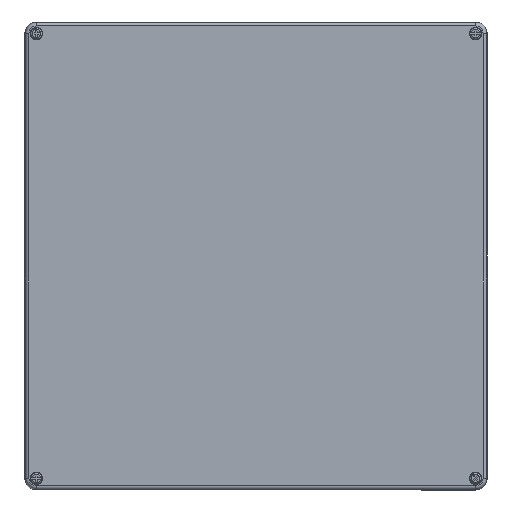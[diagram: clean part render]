
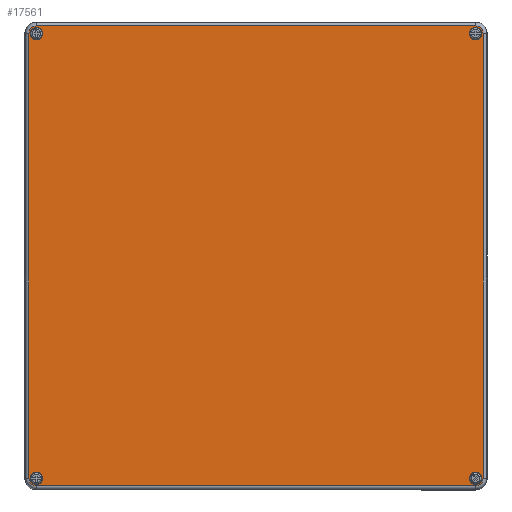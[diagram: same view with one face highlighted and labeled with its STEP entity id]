
A CAD part, top view. The second image highlights one B-rep face of the part: STEP entity #17561.
In plain terms, the highlighted planar face has unit normal (0, 0, 1).
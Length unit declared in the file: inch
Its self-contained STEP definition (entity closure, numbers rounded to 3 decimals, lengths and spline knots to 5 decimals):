
#641=CIRCLE($,#18521,0.25714);
#645=CIRCLE($,#18526,0.25714);
#649=CIRCLE($,#18533,0.25714);
#653=CIRCLE($,#18538,0.25714);
#656=CIRCLE($,#18547,0.21654);
#657=CIRCLE($,#18548,0.21654);
#658=CIRCLE($,#18549,0.21654);
#659=CIRCLE($,#18550,0.21654);
#1336=FACE_BOUND($,#3344,.T.);
#1337=FACE_BOUND($,#3345,.T.);
#1338=FACE_BOUND($,#3346,.T.);
#1339=FACE_BOUND($,#3347,.T.);
#2181=FACE_OUTER_BOUND($,#3343,.T.);
#3343=EDGE_LOOP($,(#15287,#15288,#15289,#15290,#15291,#15292,#15293,#15294));
#3344=EDGE_LOOP($,(#15295));
#3345=EDGE_LOOP($,(#15296));
#3346=EDGE_LOOP($,(#15297));
#3347=EDGE_LOOP($,(#15298));
#4815=LINE($,#30845,#6237);
#4817=LINE($,#30865,#6239);
#4820=LINE($,#30872,#6242);
#4822=LINE($,#30887,#6244);
#6237=VECTOR($,#21641,14.9606);
#6239=VECTOR($,#21665,15.1574);
#6242=VECTOR($,#21672,15.1574);
#6244=VECTOR($,#21692,14.9606);
#8402=VERTEX_POINT($,#30842);
#8403=VERTEX_POINT($,#30844);
#8406=VERTEX_POINT($,#30851);
#8407=VERTEX_POINT($,#30856);
#8410=VERTEX_POINT($,#30863);
#8411=VERTEX_POINT($,#30868);
#8414=VERTEX_POINT($,#30875);
#8415=VERTEX_POINT($,#30880);
#8422=VERTEX_POINT($,#30907);
#8423=VERTEX_POINT($,#30909);
#8424=VERTEX_POINT($,#30911);
#8425=VERTEX_POINT($,#30913);
#10729=EDGE_CURVE($,#8402,#8403,#4815,.T.);
#10733=EDGE_CURVE($,#8406,#8402,#641,.T.);
#10737=EDGE_CURVE($,#8403,#8407,#645,.T.);
#10739=EDGE_CURVE($,#8410,#8406,#4817,.T.);
#10743=EDGE_CURVE($,#8407,#8411,#4820,.T.);
#10745=EDGE_CURVE($,#8414,#8410,#649,.T.);
#10749=EDGE_CURVE($,#8411,#8415,#653,.T.);
#10751=EDGE_CURVE($,#8415,#8414,#4822,.T.);
#10761=EDGE_CURVE($,#8422,#8422,#656,.T.);
#10762=EDGE_CURVE($,#8423,#8423,#657,.T.);
#10763=EDGE_CURVE($,#8424,#8424,#658,.T.);
#10764=EDGE_CURVE($,#8425,#8425,#659,.T.);
#15287=ORIENTED_EDGE($,*,*,#10729,.F.);
#15288=ORIENTED_EDGE($,*,*,#10733,.F.);
#15289=ORIENTED_EDGE($,*,*,#10739,.F.);
#15290=ORIENTED_EDGE($,*,*,#10745,.F.);
#15291=ORIENTED_EDGE($,*,*,#10751,.F.);
#15292=ORIENTED_EDGE($,*,*,#10749,.F.);
#15293=ORIENTED_EDGE($,*,*,#10743,.F.);
#15294=ORIENTED_EDGE($,*,*,#10737,.F.);
#15295=ORIENTED_EDGE($,*,*,#10761,.T.);
#15296=ORIENTED_EDGE($,*,*,#10762,.T.);
#15297=ORIENTED_EDGE($,*,*,#10763,.T.);
#15298=ORIENTED_EDGE($,*,*,#10764,.T.);
#16691=PLANE($,#18546);
#17561=ADVANCED_FACE($,(#2181,#1336,#1337,#1338,#1339),#16691,.T.);
#18521=AXIS2_PLACEMENT_3D($,#30853,#21649,#21650);
#18526=AXIS2_PLACEMENT_3D($,#30860,#21659,#21660);
#18533=AXIS2_PLACEMENT_3D($,#30877,#21677,#21678);
#18538=AXIS2_PLACEMENT_3D($,#30884,#21687,#21688);
#18546=AXIS2_PLACEMENT_3D($,#30906,#21712,#21713);
#18547=AXIS2_PLACEMENT_3D($,#30908,#21714,#21715);
#18548=AXIS2_PLACEMENT_3D($,#30910,#21716,#21717);
#18549=AXIS2_PLACEMENT_3D($,#30912,#21718,#21719);
#18550=AXIS2_PLACEMENT_3D($,#30914,#21720,#21721);
#21641=DIRECTION($,(1.,0.,0.));
#21649=DIRECTION('center_axis',(0.,0.,-1.));
#21650=DIRECTION('ref_axis',(-0.707,0.707,0.));
#21659=DIRECTION('center_axis',(0.,0.,-1.));
#21660=DIRECTION('ref_axis',(0.707,0.707,0.));
#21665=DIRECTION($,(0.,1.,0.));
#21672=DIRECTION($,(0.,-1.,0.));
#21677=DIRECTION('center_axis',(0.,0.,-1.));
#21678=DIRECTION('ref_axis',(-0.707,-0.707,0.));
#21687=DIRECTION('center_axis',(0.,0.,-1.));
#21688=DIRECTION('ref_axis',(0.707,-0.707,0.));
#21692=DIRECTION($,(-1.,0.,0.));
#21712=DIRECTION('center_axis',(0.,0.,1.));
#21713=DIRECTION('ref_axis',(1.,0.,0.));
#21714=DIRECTION('center_axis',(0.,0.,-1.));
#21715=DIRECTION('ref_axis',(-1.,0.,0.));
#21716=DIRECTION('center_axis',(0.,0.,-1.));
#21717=DIRECTION('ref_axis',(-1.,0.,0.));
#21718=DIRECTION('center_axis',(0.,0.,-1.));
#21719=DIRECTION('ref_axis',(1.,0.,0.));
#21720=DIRECTION('center_axis',(0.,0.,-1.));
#21721=DIRECTION('ref_axis',(1.,0.,0.));
#30842=CARTESIAN_POINT('',(-7.4803,7.83584,0.));
#30844=CARTESIAN_POINT('',(7.4803,7.83584,0.));
#30845=CARTESIAN_POINT($,(-7.4803,7.83584,0.));
#30851=CARTESIAN_POINT('',(-7.73744,7.5787,0.));
#30853=CARTESIAN_POINT('Origin',(-7.4803,7.5787,0.));
#30856=CARTESIAN_POINT('',(7.73744,7.5787,0.));
#30860=CARTESIAN_POINT('Origin',(7.4803,7.5787,0.));
#30863=CARTESIAN_POINT('',(-7.73744,-7.5787,0.));
#30865=CARTESIAN_POINT($,(-7.73744,-7.5787,0.));
#30868=CARTESIAN_POINT('',(7.73744,-7.5787,0.));
#30872=CARTESIAN_POINT($,(7.73744,7.5787,0.));
#30875=CARTESIAN_POINT('',(-7.4803,-7.83584,0.));
#30877=CARTESIAN_POINT('Origin',(-7.4803,-7.5787,0.));
#30880=CARTESIAN_POINT('',(7.4803,-7.83584,0.));
#30884=CARTESIAN_POINT('Origin',(7.4803,-7.5787,0.));
#30887=CARTESIAN_POINT($,(7.4803,-7.83584,0.));
#30906=CARTESIAN_POINT('Origin',(0.,0.,0.));
#30907=CARTESIAN_POINT('',(-7.69684,7.5787,0.));
#30908=CARTESIAN_POINT('Origin',(-7.4803,7.5787,0.));
#30909=CARTESIAN_POINT('',(-7.69684,-7.5787,0.));
#30910=CARTESIAN_POINT('Origin',(-7.4803,-7.5787,0.));
#30911=CARTESIAN_POINT('',(7.69684,7.5787,0.));
#30912=CARTESIAN_POINT('Origin',(7.4803,7.5787,0.));
#30913=CARTESIAN_POINT('',(7.69684,-7.5787,0.));
#30914=CARTESIAN_POINT('Origin',(7.4803,-7.5787,0.));
